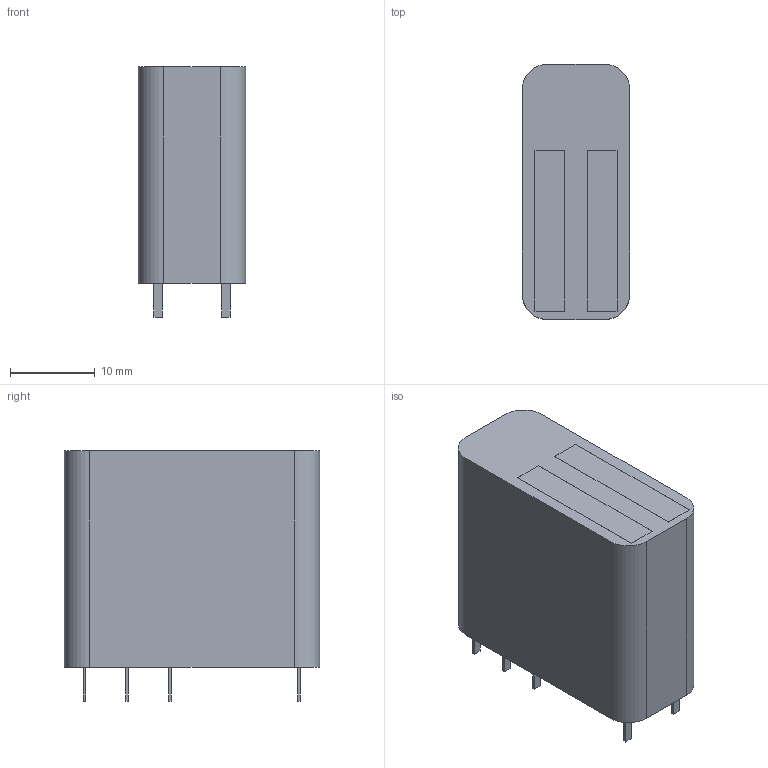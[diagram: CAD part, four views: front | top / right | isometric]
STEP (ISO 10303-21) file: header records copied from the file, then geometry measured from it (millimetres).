
FILE_DESCRIPTION(('CATIA V5R24 STEP','CAx-IF Rec.Pracs.--- Model Styling and Organization---1.2---2011-12-15'),'2;1');
FILE_NAME ('8204433_4', '2017-11-27T12:32:17+00:00', ('Weidmueller Interface'), ('Weidmueller'), 'CATIA Version 5-6 Release 2014 SP4', 'CATIA V5 STEP AP214', 'none');
FILE_SCHEMA(('AUTOMOTIVE_DESIGN { 1 0 10303 214 1 1 1 1 }'));
Length unit declared in the file: millimetre
Products named in the file (1): 1218380000
Bounding box: 12.7 x 30.2 x 29.6 mm (x, y, z)
Volume: 9630.4 mm3; surface area: 3188.3 mm2
Topology: 11 solids, 11 shells, 80 faces, 168 edges, 112 vertices
Faces by surface type: plane 76, cylinder 4
Entity records: 1992 total; most frequent: ORIENTED_EDGE 336, CARTESIAN_POINT 333, DIRECTION 236, EDGE_CURVE 168, VECTOR 148, LINE 148, VERTEX_POINT 112, EDGE_LOOP 82
